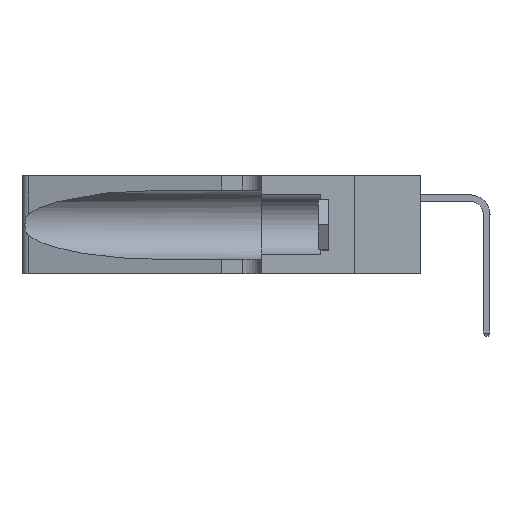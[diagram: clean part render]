
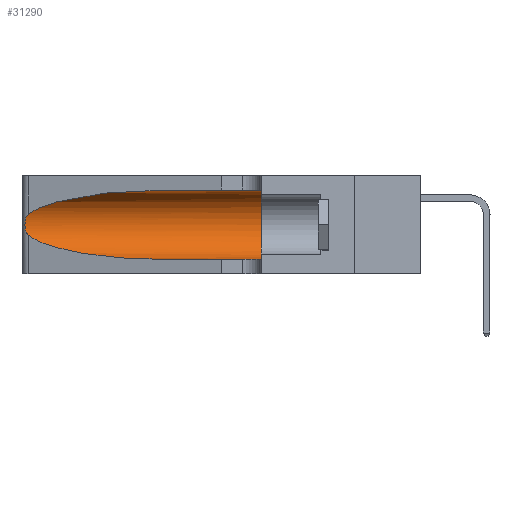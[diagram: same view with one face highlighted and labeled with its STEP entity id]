
A CAD part, left-side view. The second image highlights one B-rep face of the part: STEP entity #31290.
In plain terms, the highlighted cylindrical face has radius 3.308 mm (diameter 6.617 mm), a partial arc.
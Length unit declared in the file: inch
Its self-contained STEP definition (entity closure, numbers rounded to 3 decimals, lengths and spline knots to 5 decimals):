
#542 = CARTESIAN_POINT ( 'NONE',  ( 0.1305, 0.35, 0.185 ) ) ;
#2905 = CARTESIAN_POINT ( 'NONE',  ( 0.25787, 1.23484, 0.2124 ) ) ;
#3199 = VECTOR ( 'NONE', #28482, 39.37008 ) ;
#3579 = DIRECTION ( 'NONE',  ( 0., 0., 1. ) ) ;
#5507 = AXIS2_PLACEMENT_3D ( 'NONE', #542, #21480, #3579 ) ;
#5985 = CARTESIAN_POINT ( 'NONE',  ( 0.26018, 1.23835, 0.19895 ) ) ;
#6152 = EDGE_CURVE ( 'NONE', #32404, #23686, #13882, .T. ) ;
#7637 = EDGE_CURVE ( 'NONE', #12028, #32404, #32194, .T. ) ;
#8966 = CARTESIAN_POINT ( 'NONE',  ( 0.26075, 1.23896, 0.178 ) ) ;
#9868 = CARTESIAN_POINT ( 'NONE',  ( 0.2373, 1.15595, 0.08982 ) ) ;
#11748 = CARTESIAN_POINT ( 'NONE',  ( 0.1305, 0.72297, 0.31525 ) ) ;
#11959 = CARTESIAN_POINT ( 'NONE',  ( 0.25856, 1.23593, 0.16098 ) ) ;
#12028 = VERTEX_POINT ( 'NONE', #11748 ) ;
#12995 = CARTESIAN_POINT ( 'NONE',  ( 0.1305, 0.35, 0.05475 ) ) ;
#13580 = EDGE_CURVE ( 'NONE', #25462, #23686, #27903, .T. ) ;
#13837 = DIRECTION ( 'NONE',  ( 0., 0., -1. ) ) ;
#13882 = CIRCLE ( 'NONE', #5507, 0.13025 ) ;
#14126 =( BOUNDED_CURVE ( )  B_SPLINE_CURVE ( 3, ( #31875, #28962, #34786, #17188 ),
 .UNSPECIFIED., .F., .T. ) 
 B_SPLINE_CURVE_WITH_KNOTS ( ( 4, 4 ),
 ( 1.5708, 2.84003 ),
 .UNSPECIFIED. ) 
 CURVE ( )  GEOMETRIC_REPRESENTATION_ITEM ( )  RATIONAL_B_SPLINE_CURVE ( ( 1., 0.87, 0.87, 1. ) ) 
 REPRESENTATION_ITEM ( '' )  );
#14930 = CARTESIAN_POINT ( 'NONE',  ( 0.25639, 1.23186, 0.15144 ) ) ;
#15589 = VECTOR ( 'NONE', #19979, 39.37008 ) ;
#15711 = EDGE_CURVE ( 'NONE', #12028, #15719, #14126, .T. ) ;
#15719 = VERTEX_POINT ( 'NONE', #23135 ) ;
#15826 = CARTESIAN_POINT ( 'NONE',  ( 0.1305, 0.72297, 0.05475 ) ) ;
#16834 = CARTESIAN_POINT ( 'NONE',  ( 0.1305, 1.61858, 0.185 ) ) ;
#17188 = CARTESIAN_POINT ( 'NONE',  ( 0.25487, 1.22718, 0.22369 ) ) ;
#17614 = FACE_OUTER_BOUND ( 'NONE', #24701, .T. ) ;
#17965 = CARTESIAN_POINT ( 'NONE',  ( 0.25487, 1.22718, 0.14631 ) ) ;
#19640 = EDGE_CURVE ( 'NONE', #15719, #26359, #20173, .T. ) ;
#19979 = DIRECTION ( 'NONE',  ( 0., -1., 0. ) ) ;
#20173 = B_SPLINE_CURVE_WITH_KNOTS ( 'NONE', 3,
 ( #32472, #26611, #20819, #2905, #23768, #5985, #26730, #8966, #29685, #11959, #32591, #14930, #35535, #17965 ),
 .UNSPECIFIED., .F., .F.,
 ( 4, 2, 2, 2, 2, 2, 4 ),
 ( 0., 0.00027, 0.00053, 0.00107, 0.0016, 0.00187, 0.00214 ),
 .UNSPECIFIED. ) ;
#20215 = AXIS2_PLACEMENT_3D ( 'NONE', #16834, #25639, #13837 ) ;
#20819 = CARTESIAN_POINT ( 'NONE',  ( 0.25639, 1.23184, 0.21858 ) ) ;
#20831 = ORIENTED_EDGE ( 'NONE', *, *, #13580, .T. ) ;
#21480 = DIRECTION ( 'NONE',  ( 0., 1., 0. ) ) ;
#23135 = CARTESIAN_POINT ( 'NONE',  ( 0.25487, 1.22718, 0.22369 ) ) ;
#23208 = CARTESIAN_POINT ( 'NONE',  ( 0.1305, 0.35, 0.31525 ) ) ;
#23686 = VERTEX_POINT ( 'NONE', #12995 ) ;
#23768 = CARTESIAN_POINT ( 'NONE',  ( 0.25854, 1.2359, 0.20912 ) ) ;
#24033 = ORIENTED_EDGE ( 'NONE', *, *, #15711, .T. ) ;
#24510 = CARTESIAN_POINT ( 'NONE',  ( 0.25487, 1.22718, 0.14631 ) ) ;
#24581 =( BOUNDED_CURVE ( )  B_SPLINE_CURVE ( 3, ( #24510, #9868, #33467, #15826 ),
 .UNSPECIFIED., .F., .F. ) 
 B_SPLINE_CURVE_WITH_KNOTS ( ( 4, 4 ),
 ( 3.44316, 4.71239 ),
 .UNSPECIFIED. ) 
 CURVE ( )  GEOMETRIC_REPRESENTATION_ITEM ( )  RATIONAL_B_SPLINE_CURVE ( ( 1., 0.87, 0.87, 1. ) ) 
 REPRESENTATION_ITEM ( '' )  );
#24698 = CARTESIAN_POINT ( 'NONE',  ( 0.25487, 1.22718, 0.14631 ) ) ;
#24701 = EDGE_LOOP ( 'NONE', ( #24033, #24916, #33648, #20831, #35972, #35522 ) ) ;
#24916 = ORIENTED_EDGE ( 'NONE', *, *, #19640, .T. ) ;
#25462 = VERTEX_POINT ( 'NONE', #32489 ) ;
#25639 = DIRECTION ( 'NONE',  ( 0., -1., 0. ) ) ;
#26359 = VERTEX_POINT ( 'NONE', #24698 ) ;
#26611 = CARTESIAN_POINT ( 'NONE',  ( 0.25555, 1.22994, 0.2215 ) ) ;
#26730 = CARTESIAN_POINT ( 'NONE',  ( 0.26075, 1.23896, 0.19203 ) ) ;
#26992 = EDGE_CURVE ( 'NONE', #26359, #25462, #24581, .T. ) ;
#27903 = LINE ( 'NONE', #31415, #3199 ) ;
#28482 = DIRECTION ( 'NONE',  ( 0., -1., 0. ) ) ;
#28719 = CARTESIAN_POINT ( 'NONE',  ( 0.1305, 1.61858, 0.31525 ) ) ;
#28962 = CARTESIAN_POINT ( 'NONE',  ( 0.18966, 0.96281, 0.31525 ) ) ;
#29685 = CARTESIAN_POINT ( 'NONE',  ( 0.26017, 1.23833, 0.17102 ) ) ;
#31290 = ADVANCED_FACE ( 'NONE', ( #17614 ), #32313, .F. ) ;
#31415 = CARTESIAN_POINT ( 'NONE',  ( 0.1305, 1.61858, 0.05475 ) ) ;
#31875 = CARTESIAN_POINT ( 'NONE',  ( 0.1305, 0.72297, 0.31525 ) ) ;
#32194 = LINE ( 'NONE', #28719, #15589 ) ;
#32313 = CYLINDRICAL_SURFACE ( 'NONE', #20215, 0.13025 ) ;
#32404 = VERTEX_POINT ( 'NONE', #23208 ) ;
#32472 = CARTESIAN_POINT ( 'NONE',  ( 0.25487, 1.22718, 0.22369 ) ) ;
#32489 = CARTESIAN_POINT ( 'NONE',  ( 0.1305, 0.72297, 0.05475 ) ) ;
#32591 = CARTESIAN_POINT ( 'NONE',  ( 0.25789, 1.23486, 0.15765 ) ) ;
#33467 = CARTESIAN_POINT ( 'NONE',  ( 0.18966, 0.96281, 0.05475 ) ) ;
#33648 = ORIENTED_EDGE ( 'NONE', *, *, #26992, .T. ) ;
#34786 = CARTESIAN_POINT ( 'NONE',  ( 0.2373, 1.15595, 0.28018 ) ) ;
#35522 = ORIENTED_EDGE ( 'NONE', *, *, #7637, .F. ) ;
#35535 = CARTESIAN_POINT ( 'NONE',  ( 0.25555, 1.22993, 0.14849 ) ) ;
#35972 = ORIENTED_EDGE ( 'NONE', *, *, #6152, .F. ) ;
